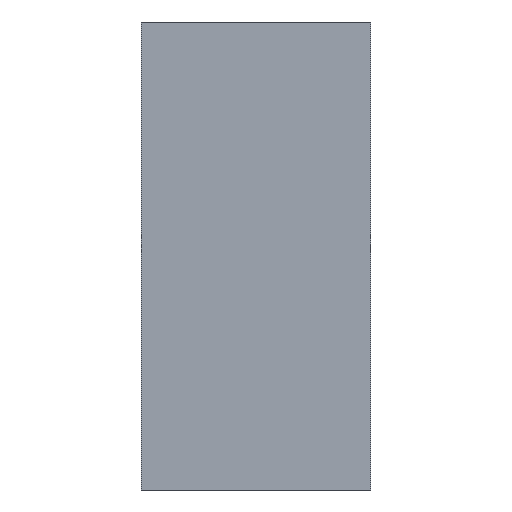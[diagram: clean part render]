
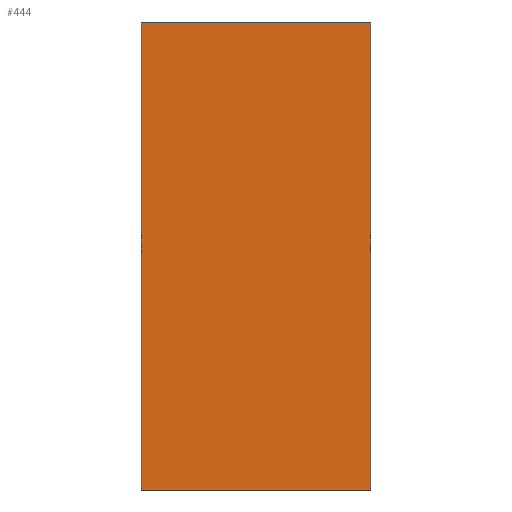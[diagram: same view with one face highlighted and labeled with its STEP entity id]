
A CAD part, front view. The second image highlights one B-rep face of the part: STEP entity #444.
In plain terms, the highlighted planar face has unit normal (0, -1, 0).
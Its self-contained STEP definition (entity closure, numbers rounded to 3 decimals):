
#282=DIRECTION('',(-1.,0.,0.));
#283=VECTOR('',#282,490.);
#284=CARTESIAN_POINT('',(419.,0.,-499.5));
#285=LINE('',#284,#283);
#303=DIRECTION('',(0.,0.,1.));
#304=VECTOR('',#303,999.);
#305=CARTESIAN_POINT('',(-71.,0.,-499.5));
#306=LINE('',#305,#304);
#324=DIRECTION('',(-1.,0.,0.));
#325=VECTOR('',#324,490.);
#326=CARTESIAN_POINT('',(419.,0.,499.5));
#327=LINE('',#326,#325);
#338=DIRECTION('',(0.,0.,1.));
#339=VECTOR('',#338,999.);
#340=CARTESIAN_POINT('',(419.,0.,-499.5));
#341=LINE('',#340,#339);
#353=CARTESIAN_POINT('',(419.,0.,-499.5));
#354=CARTESIAN_POINT('',(-71.,0.,-499.5));
#355=VERTEX_POINT('',#353);
#356=VERTEX_POINT('',#354);
#357=CARTESIAN_POINT('',(419.,0.,499.5));
#358=VERTEX_POINT('',#357);
#359=CARTESIAN_POINT('',(-71.,0.,499.5));
#360=VERTEX_POINT('',#359);
#433=CARTESIAN_POINT('',(419.,0.,-499.5));
#434=DIRECTION('',(0.,1.,0.));
#435=DIRECTION('',(-1.,0.,0.));
#436=AXIS2_PLACEMENT_3D('',#433,#434,#435);
#437=PLANE('',#436);
#438=ORIENTED_EDGE('',*,*,#385,.T.);
#439=ORIENTED_EDGE('',*,*,#400,.T.);
#440=ORIENTED_EDGE('',*,*,#414,.F.);
#441=ORIENTED_EDGE('',*,*,#427,.F.);
#442=EDGE_LOOP('',(#438,#439,#440,#441));
#443=FACE_OUTER_BOUND('',#442,.F.);
#385=EDGE_CURVE('',#355,#356,#285,.T.);
#400=EDGE_CURVE('',#356,#360,#306,.T.);
#414=EDGE_CURVE('',#358,#360,#327,.T.);
#427=EDGE_CURVE('',#355,#358,#341,.T.);
#444=ADVANCED_FACE('',(#443),#437,.F.);
